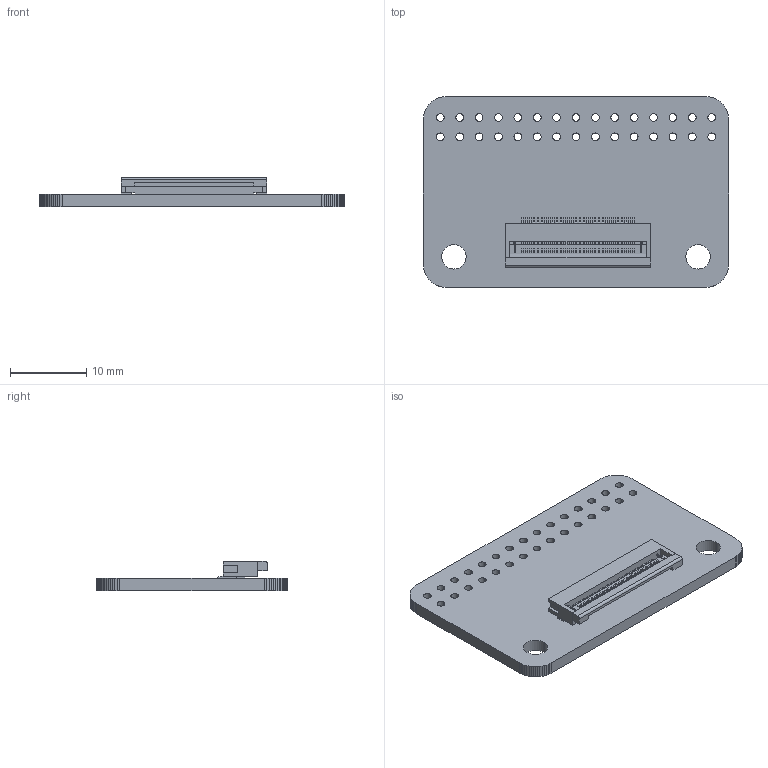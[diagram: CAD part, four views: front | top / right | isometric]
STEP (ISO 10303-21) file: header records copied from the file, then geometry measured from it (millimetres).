
FILE_DESCRIPTION(('PCB Model'),'2;1');
FILE_NAME('FPC 30P 0.STEP','2023-04-30T17:53:09',('pritesh'),( 'Unspecified'),'Open CASCADE STEP processor 6.8','Proteus','Unknown' );
FILE_SCHEMA(('AUTOMOTIVE_DESIGN { 1 0 10303 214 1 1 1 1 }'));
Length unit declared in the file: millimetre
Products named in the file (7): Open CASCADE STEP translator 6.8 1; Layer_1; J1; Open CASCADE STEP translator 6.8 1.2.1; Body_1; SOLID
Assembly tree (6 placements, depth 5):
  Open CASCADE STEP translator 6.8 1
    Layer_1
    J1
      Open CASCADE STEP translator 6.8 1.2.1
        Body_1
          SOLID
          SOLID
Bounding box: 40 x 25 x 3.84 mm (x, y, z)
Volume: 1704.6 mm3; surface area: 2730.9 mm2
Topology: 3 solids, 3 shells, 1174 faces, 3318 edges, 2212 vertices
Faces by surface type: plane 980, cylinder 194
Entity records: 47250 total; most frequent: CARTESIAN_POINT 6743, ORIENTED_EDGE 6636, DIRECTION 6036, EDGE_CURVE 3318, LINE 2898, VECTOR 2898, VERTEX_POINT 2212, AXIS2_PLACEMENT_3D 1569
